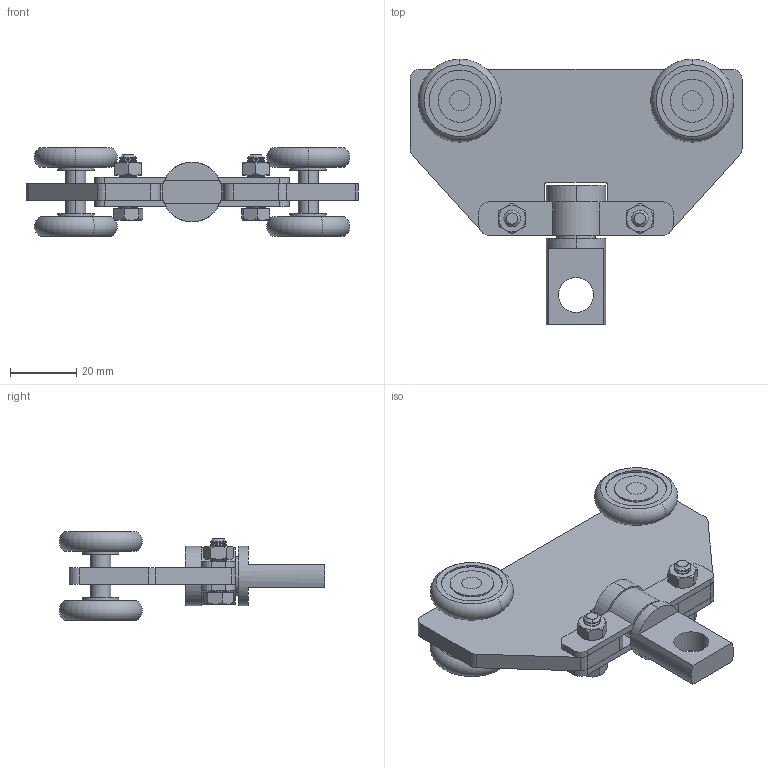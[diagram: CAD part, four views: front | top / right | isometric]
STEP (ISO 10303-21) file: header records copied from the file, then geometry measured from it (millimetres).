
FILE_DESCRIPTION (( 'STEP AP214' ), '1' );
FILE_NAME ('05488-4 Wheel Curtain Trolley 100mm.STEP', '2018-12-02T19:30:58', ( '' ), ( '' ), 'SwSTEP 2.0', 'SolidWorks 2018', '' );
FILE_SCHEMA (( 'AUTOMOTIVE_DESIGN' ));
Length unit declared in the file: millimetre
Products named in the file (22): Pin; Bolt; Axil; Holding Saddle; Steel Wheel_Laakeri IGA-100; Steel Wheel; Nut; Bolt_M5x16; Frame; 05488-4 Wheel Curtain Trolley 100mm; Nut_M5
Assembly tree (14 placements, depth 2):
  Pin
  Bolt
  Axil
  Holding Saddle
  Steel Wheel
Bounding box: 100 x 80 x 26.8 mm (x, y, z)
Volume: 40357.3 mm3; surface area: 24080.7 mm2
Topology: 14 solids, 14 shells, 677 faces, 1602 edges, 1004 vertices
Faces by surface type: plane 257, cylinder 152, cone 144, bspline 116, torus 8
Entity records: 21488 total; most frequent: CARTESIAN_POINT 10075, ORIENTED_EDGE 2374, DIRECTION 1893, EDGE_CURVE 1187, VERTEX_POINT 760, VECTOR 705, LINE 705, AXIS2_PLACEMENT_3D 594
